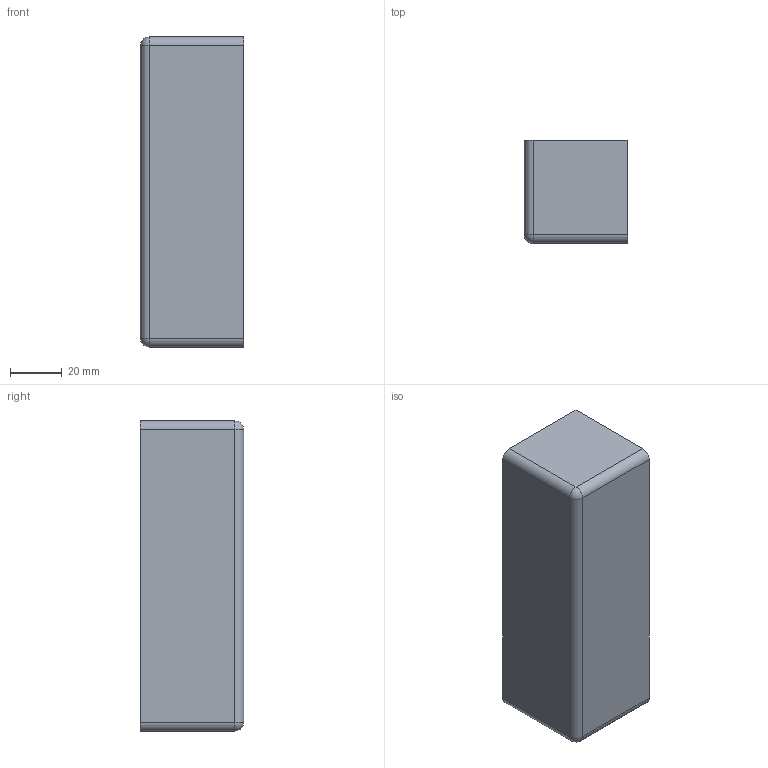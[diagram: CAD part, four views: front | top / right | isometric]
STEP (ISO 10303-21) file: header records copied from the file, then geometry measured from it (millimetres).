
FILE_DESCRIPTION((''),'2;1');
FILE_NAME('SD0143N.stp','2009-08-10T15:17:36',('teddy iii'),(''),'Autodesk Inventor 11','Autodesk Inventor 11','');
FILE_SCHEMA(('AUTOMOTIVE_DESIGN { 1 0 10303 214 1 1 1 1 }'));
Length unit declared in the file: millimetre
Products named in the file (1): SD0143N
Bounding box: 40 x 40 x 120 mm (x, y, z)
Volume: 153526.5 mm3; surface area: 29248.7 mm2
Topology: 1 solids, 1 shells, 69 faces, 135 edges, 74 vertices
Faces by surface type: bspline 40, plane 14, cylinder 13, sphere 2
Full cylindrical faces by diameter (mm): 25 x4, 29 x4
Entity records: 2490 total; most frequent: CARTESIAN_POINT 1322, DIRECTION 219, ORIENTED_EDGE 210, EDGE_LOOP 109, EDGE_CURVE 105, AXIS2_PLACEMENT_3D 101, FACE_OUTER_BOUND 69, ADVANCED_FACE 69
